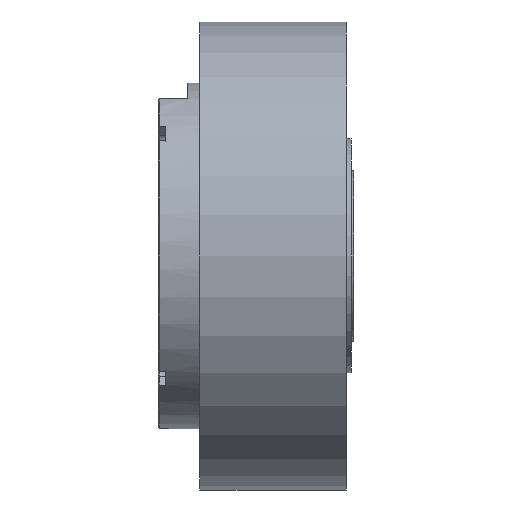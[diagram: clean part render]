
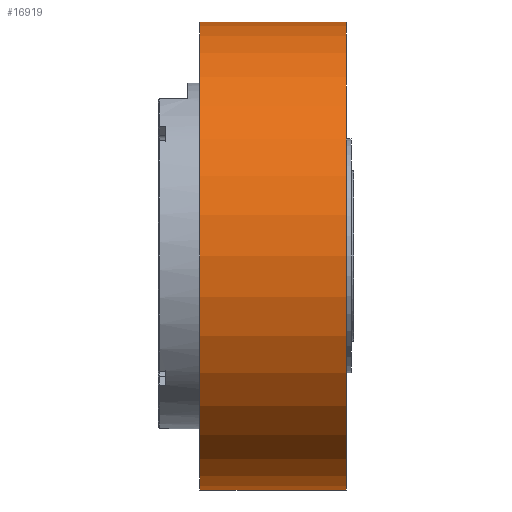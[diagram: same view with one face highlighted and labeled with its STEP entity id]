
A CAD part, left-side view. The second image highlights one B-rep face of the part: STEP entity #16919.
In plain terms, the highlighted cylindrical face has radius 48 mm (diameter 96 mm), a partial arc.
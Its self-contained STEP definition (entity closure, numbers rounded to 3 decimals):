
#730=CARTESIAN_POINT('',(0.,29.,0.));
#731=DIRECTION('',(0.,1.,0.));
#732=DIRECTION('',(0.,0.,-1.));
#733=AXIS2_PLACEMENT_3D('',#730,#731,#732);
#825=DIRECTION('',(0.,1.,0.));
#826=VECTOR('',#825,30.);
#827=CARTESIAN_POINT('',(0.,-1.,-48.));
#828=LINE('',#827,#826);
#829=DIRECTION('',(0.,-1.,0.));
#830=VECTOR('',#829,30.);
#831=CARTESIAN_POINT('',(0.,29.,48.));
#832=LINE('',#831,#830);
#838=CARTESIAN_POINT('',(0.,-1.,0.));
#839=DIRECTION('',(0.,-1.,0.));
#840=DIRECTION('',(0.,0.,1.));
#841=AXIS2_PLACEMENT_3D('',#838,#839,#840);
#15549=CARTESIAN_POINT('',(0.,29.,48.));
#15550=CARTESIAN_POINT('',(0.,29.,-48.));
#15551=VERTEX_POINT('',#15549);
#15552=VERTEX_POINT('',#15550);
#16270=CARTESIAN_POINT('',(0.,-1.,-48.));
#16271=CARTESIAN_POINT('',(0.,-1.,48.));
#16272=VERTEX_POINT('',#16270);
#16273=VERTEX_POINT('',#16271);
#16907=CARTESIAN_POINT('',(0.,0.,0.));
#16908=DIRECTION('',(0.,-1.,0.));
#16909=DIRECTION('',(0.,0.,-1.));
#16910=AXIS2_PLACEMENT_3D('',#16907,#16908,#16909);
#16911=CYLINDRICAL_SURFACE('',#16910,48.);
#16912=ORIENTED_EDGE('',*,*,#16900,.T.);
#16913=ORIENTED_EDGE('',*,*,#16834,.T.);
#16914=ORIENTED_EDGE('',*,*,#16897,.T.);
#16916=ORIENTED_EDGE('',*,*,#16915,.T.);
#16917=EDGE_LOOP('',(#16912,#16913,#16914,#16916));
#16918=FACE_OUTER_BOUND('',#16917,.F.);
#16919=ADVANCED_FACE('',(#16918),#16911,.T.);
#734=CIRCLE('',#733,48.);
#842=CIRCLE('',#841,48.);
#16834=EDGE_CURVE('',#15552,#15551,#734,.T.);
#16897=EDGE_CURVE('',#15551,#16273,#832,.T.);
#16900=EDGE_CURVE('',#16272,#15552,#828,.T.);
#16915=EDGE_CURVE('',#16273,#16272,#842,.T.);
